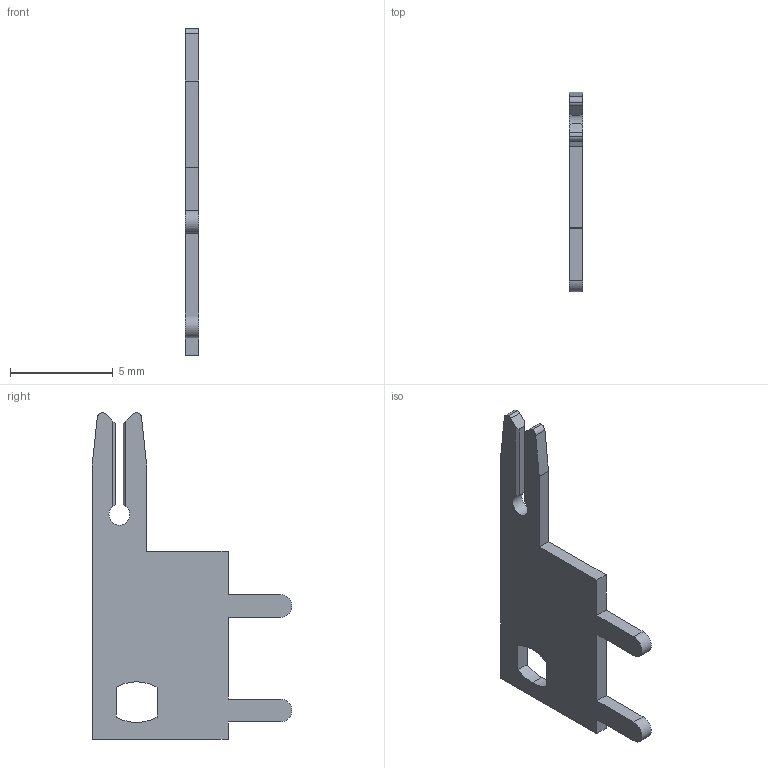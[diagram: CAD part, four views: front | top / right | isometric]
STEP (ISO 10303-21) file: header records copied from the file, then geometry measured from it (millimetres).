
FILE_DESCRIPTION (( 'STEP AP203' ), '1' );
FILE_NAME ('100-290-201.STEP', '2020-04-07T15:14:03', ( '' ), ( '' ), 'SwSTEP 2.0', 'SolidWorks 2016', '' );
FILE_SCHEMA (( 'CONFIG_CONTROL_DESIGN' ));
Length unit declared in the file: millimetre
Products named in the file (2): 100-290-001_100-290-201; 100-290-201
Assembly tree (1 placements, depth 2):
  100-290-201
    100-290-001_100-290-201
Bounding box: 0.64 x 9.7 x 15.88 mm (x, y, z)
Volume: 49.2 mm3; surface area: 200.9 mm2
Topology: 1 solids, 1 shells, 35 faces, 99 edges, 66 vertices
Faces by surface type: plane 25, cylinder 10
Entity records: 1333 total; most frequent: CARTESIAN_POINT 216, ORIENTED_EDGE 198, DIRECTION 193, EDGE_CURVE 99, VECTOR 75, LINE 75, VERTEX_POINT 66, AXIS2_PLACEMENT_3D 59
